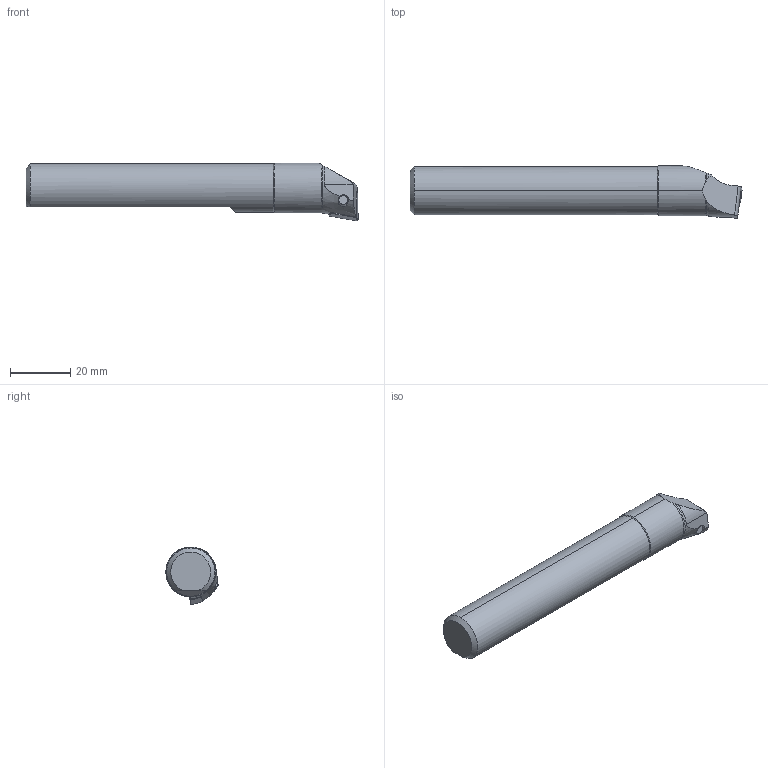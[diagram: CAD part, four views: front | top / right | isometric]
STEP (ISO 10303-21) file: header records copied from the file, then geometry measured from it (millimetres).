
FILE_DESCRIPTION (( 'STEP AP214' ), '1' );
FILE_NAME ('270.022.009.STEP', '2025-02-20T15:50:34', ( '' ), ( '' ), 'SwSTEP 2.0', 'SolidWorks 2022', '' );
FILE_SCHEMA (( 'AUTOMOTIVE_DESIGN' ));
Length unit declared in the file: millimetre
Products named in the file (4): WCB-ER2.001.009_A; B22-WCB.001.110_A; CCMT09T304; 270.022.009
Assembly tree (3 placements, depth 2):
  270.022.009
    B22-WCB.001.110_A
    CCMT09T304
    WCB-ER2.001.009_A
Bounding box: 110 x 17.34 x 19.12 mm (x, y, z)
Volume: 19883.4 mm3; surface area: 6193.4 mm2
Topology: 3 solids, 3 shells, 124 faces, 321 edges, 193 vertices
Faces by surface type: cylinder 35, cone 33, plane 32, bspline 12, torus 10, sphere 2
Entity records: 4287 total; most frequent: CARTESIAN_POINT 1312, ORIENTED_EDGE 622, DIRECTION 547, EDGE_CURVE 311, AXIS2_PLACEMENT_3D 216, VERTEX_POINT 193, EDGE_LOOP 128, ADVANCED_FACE 124
